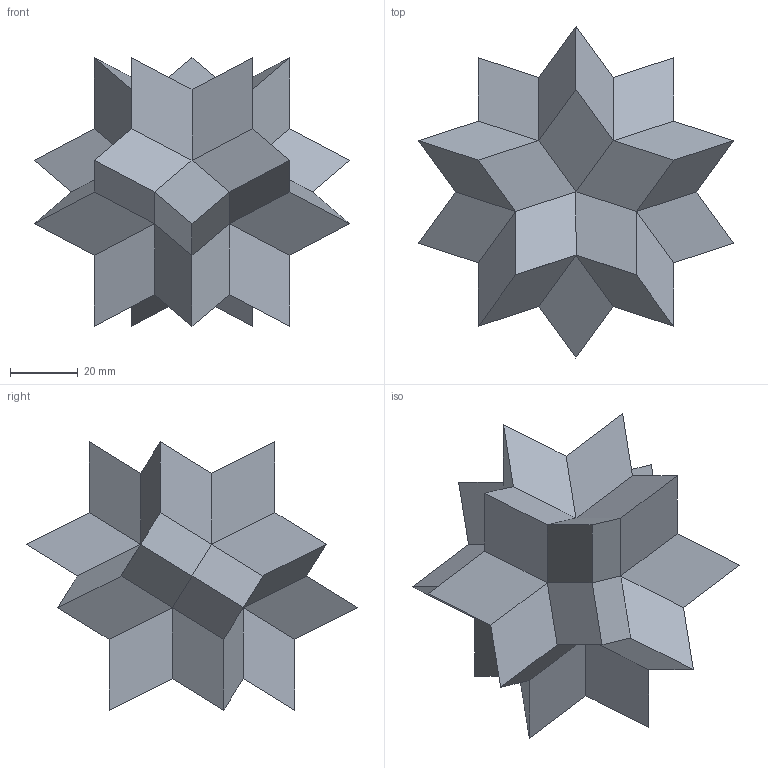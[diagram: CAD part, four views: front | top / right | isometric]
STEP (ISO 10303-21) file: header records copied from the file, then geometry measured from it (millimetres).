
FILE_DESCRIPTION (( 'STEP AP214' ), '1' );
FILE_NAME ('rhombic_hexecontahedron.step', '2020-02-07T10:41:24', ( '' ), ( '' ), 'SwSTEP 2.0', 'SolidWorks 2019', '' );
FILE_SCHEMA (( 'AUTOMOTIVE_DESIGN' ));
Length unit declared in the file: millimetre
Products named in the file (1): rhombic_hexecontahedron
Bounding box: 93.42 x 98.22 x 79.47 mm (x, y, z)
Volume: 140390.4 mm3; surface area: 23606.8 mm2
Topology: 1 solids, 1 shells, 60 faces, 120 edges, 62 vertices
Faces by surface type: bspline 60
Entity records: 2326 total; most frequent: CARTESIAN_POINT 1503, ORIENTED_EDGE 240, B_SPLINE_CURVE_WITH_KNOTS 120, EDGE_CURVE 120, VERTEX_POINT 62, B_SPLINE_SURFACE_WITH_KNOTS 60, ADVANCED_FACE 60, FACE_OUTER_BOUND 60
